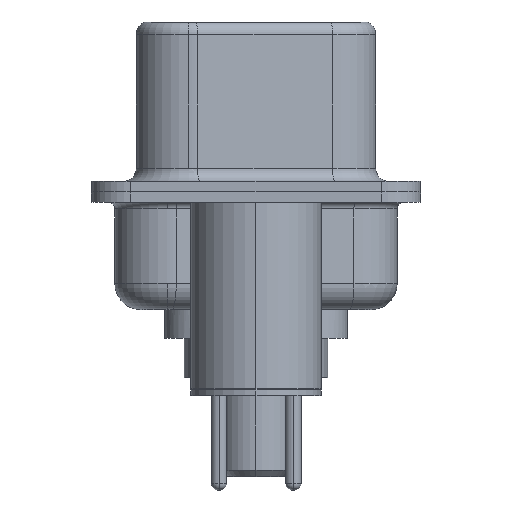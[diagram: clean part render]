
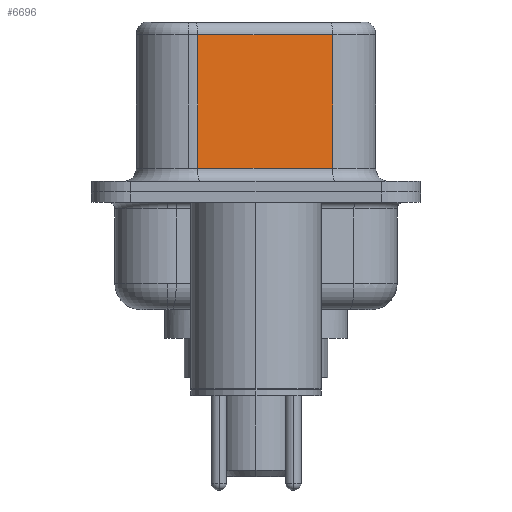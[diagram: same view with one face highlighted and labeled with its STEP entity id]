
A CAD part, left-side view. The second image highlights one B-rep face of the part: STEP entity #6696.
In plain terms, the highlighted planar face has unit normal (-0.985, -0.174, 0).
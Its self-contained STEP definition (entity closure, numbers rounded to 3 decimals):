
#391 = VERTEX_POINT ( 'NONE', #3472 ) ;
#546 = CARTESIAN_POINT ( 'NONE',  ( 4.58, -2.927, 6.02 ) ) ;
#1659 = CARTESIAN_POINT ( 'NONE',  ( 4.58, -2.927, 0.9 ) ) ;
#1851 = ORIENTED_EDGE ( 'NONE', *, *, #11483, .F. ) ;
#3188 = CARTESIAN_POINT ( 'NONE',  ( 3.67, 2.233, 6.52 ) ) ;
#3401 = CARTESIAN_POINT ( 'NONE',  ( 4.58, -2.927, 0.9 ) ) ;
#3472 = CARTESIAN_POINT ( 'NONE',  ( 3.67, 2.233, 0.9 ) ) ;
#4369 = VERTEX_POINT ( 'NONE', #1659 ) ;
#4719 = DIRECTION ( 'NONE',  ( -0.174, 0.985, 0. ) ) ;
#4882 = DIRECTION ( 'NONE',  ( 0.174, -0.985, 0. ) ) ;
#4998 = AXIS2_PLACEMENT_3D ( 'NONE', #10272, #13102, #4719 ) ;
#5014 = VECTOR ( 'NONE', #7746, 1000. ) ;
#5244 = LINE ( 'NONE', #7505, #8540 ) ;
#5275 = ORIENTED_EDGE ( 'NONE', *, *, #9193, .T. ) ;
#5531 = LINE ( 'NONE', #3188, #12971 ) ;
#6696 = ADVANCED_FACE ( 'NONE', ( #12759 ), #7439, .F. ) ;
#7386 = DIRECTION ( 'NONE',  ( 0., 0., -1. ) ) ;
#7439 = PLANE ( 'NONE',  #4998 ) ;
#7505 = CARTESIAN_POINT ( 'NONE',  ( 4.58, -2.927, 6.52 ) ) ;
#7746 = DIRECTION ( 'NONE',  ( -0.174, 0.985, 0. ) ) ;
#8122 = ORIENTED_EDGE ( 'NONE', *, *, #12364, .T. ) ;
#8540 = VECTOR ( 'NONE', #16100, 1000. ) ;
#8735 = LINE ( 'NONE', #546, #5014 ) ;
#9017 = ORIENTED_EDGE ( 'NONE', *, *, #17018, .T. ) ;
#9193 = EDGE_CURVE ( 'NONE', #14394, #391, #5531, .T. ) ;
#9578 = VECTOR ( 'NONE', #4882, 1000. ) ;
#10272 = CARTESIAN_POINT ( 'NONE',  ( 4.58, -2.927, 6.52 ) ) ;
#11483 = EDGE_CURVE ( 'NONE', #17139, #4369, #5244, .T. ) ;
#12364 = EDGE_CURVE ( 'NONE', #17139, #14394, #8735, .T. ) ;
#12759 = FACE_OUTER_BOUND ( 'NONE', #16505, .T. ) ;
#12971 = VECTOR ( 'NONE', #7386, 1000. ) ;
#13102 = DIRECTION ( 'NONE',  ( 0.985, 0.174, 0. ) ) ;
#14394 = VERTEX_POINT ( 'NONE', #16041 ) ;
#14850 = CARTESIAN_POINT ( 'NONE',  ( 4.58, -2.927, 6.02 ) ) ;
#16041 = CARTESIAN_POINT ( 'NONE',  ( 3.67, 2.233, 6.02 ) ) ;
#16078 = LINE ( 'NONE', #3401, #9578 ) ;
#16100 = DIRECTION ( 'NONE',  ( 0., 0., -1. ) ) ;
#16505 = EDGE_LOOP ( 'NONE', ( #1851, #8122, #5275, #9017 ) ) ;
#17018 = EDGE_CURVE ( 'NONE', #391, #4369, #16078, .T. ) ;
#17139 = VERTEX_POINT ( 'NONE', #14850 ) ;
